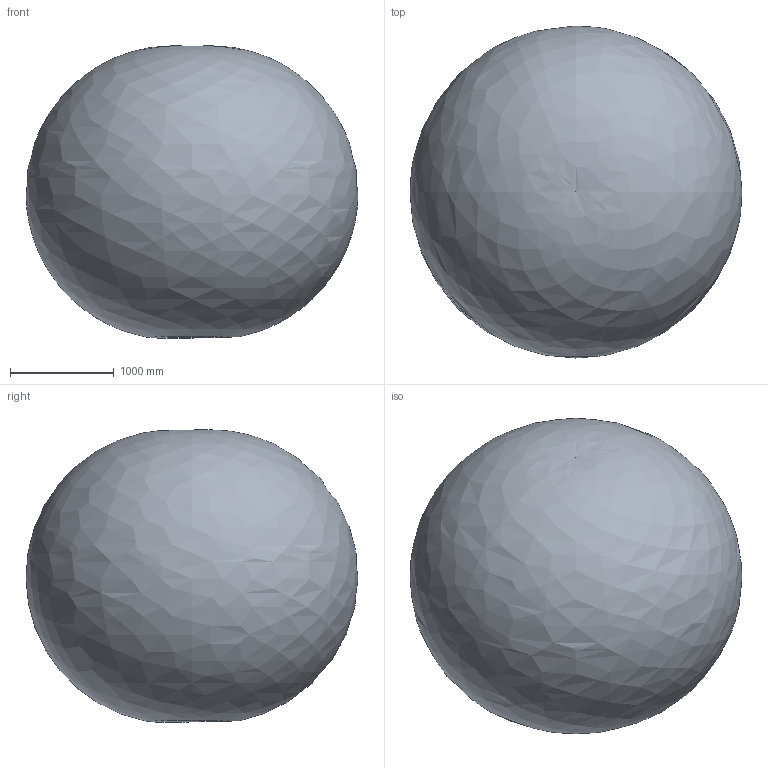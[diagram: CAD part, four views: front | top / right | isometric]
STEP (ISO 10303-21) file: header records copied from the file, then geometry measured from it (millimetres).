
FILE_DESCRIPTION(/* description */ ('Norm.iam Teamplte'),/* implementation_level */ '2;1');
FILE_NAME(/* name */ '3D-model_AT_00012.stp',/* time_stamp */ '2025-08-25T10:35:48+02:00',/* author */ ('josha-tim.penalver'),/* organization */ (''),/* preprocessor_version */ 'ST-DEVELOPER v19.2',/* originating_system */ 'Autodesk Inventor 2023',/* authorisation */ '');
FILE_SCHEMA (('AUTOMOTIVE_DESIGN { 1 0 10303 214 3 1 1 }'));
Products named in the file (12): AT_00012_DUMMY articc.h6-1682-15kg; MT_WST00108730 Dummy Grundgestell; MT_BGR00109842; MT_WST00120659 Dummy Grundgestell; MT_WST00120657; MT_BGR00109843; MT_WST00108736 Dummy Schwinge; MT_WST00120656; MT_WST00116234; MT_WST00116235; MT_WST00116239; MT_WST00116240 Arbeitsbereich
Assembly tree (11 placements, depth 3):
  AT_00012_DUMMY articc.h6-1682-15kg
    MT_WST00108730 Dummy Grundgestell
    MT_BGR00109842
      MT_WST00120659 Dummy Grundgestell
      MT_WST00120657
    MT_BGR00109843
      MT_WST00108736 Dummy Schwinge
      MT_WST00120656
    MT_WST00116234
    MT_WST00116235
    MT_WST00116239
    MT_WST00116240 Arbeitsbereich
Bounding box: 3195.32 x 3195.5 x 2812.65 mm (x, y, z)
Volume: 15519069195.5 mm3; surface area: 36142650.6 mm2
Topology: 8 solids, 25 shells, 4211 faces, 9965 edges, 6003 vertices
Faces by surface type: plane 1200, bspline 1102, cylinder 1083, torus 404, cone 368, sphere 54
Full cylindrical faces by diameter (mm): 3.242 x19, 3.8 x3, 4 x8, 4.134 x12, 4.5 x1, 4.8 x6, 4.917 x7, 5 x8, 5.5 x4, 5.8 x2, 6 x2, 6.647 x10, 6.8 x2, 7 x45, 7.5 x12, 7.53 x1, 7.6 x8, 8 x37, 8.376 x4, 8.5 x13, 8.8 x2, 9 x3, 9.4 x2, 9.5 x40, 10 x25, 10.106 x4, 11 x8, 11.6 x8, 13 x24, 14 x1
Entity records: 172485 total; most frequent: CARTESIAN_POINT 76263, ORIENTED_EDGE 19488, DIRECTION 18210, EDGE_CURVE 9752, AXIS2_PLACEMENT_3D 7722, VERTEX_POINT 6003, EDGE_LOOP 4722, CIRCLE 4272
